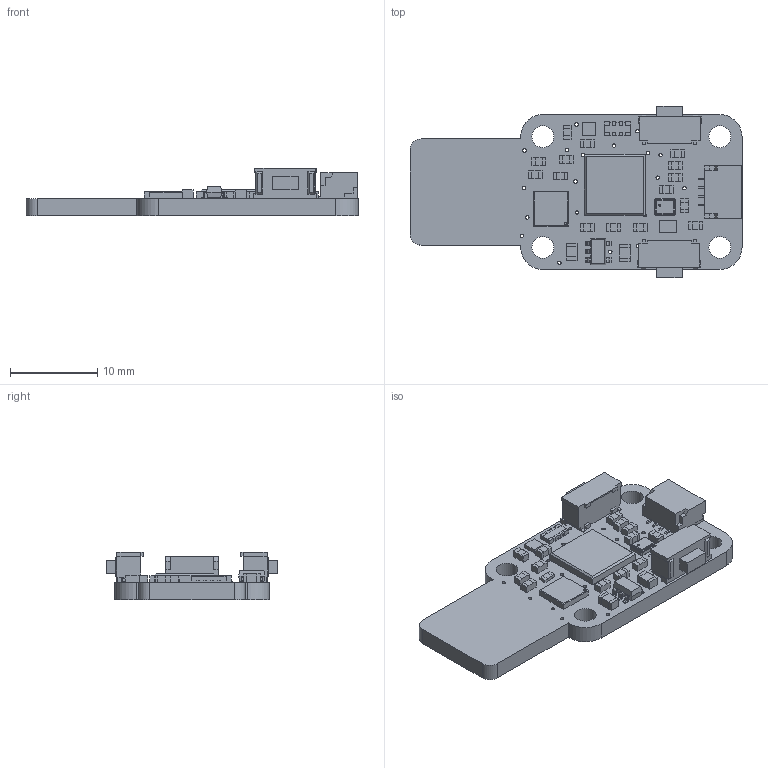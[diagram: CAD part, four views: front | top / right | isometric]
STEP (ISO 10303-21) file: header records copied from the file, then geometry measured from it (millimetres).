
FILE_DESCRIPTION(/* description */ (''),/* implementation_level */ '2;1');
FILE_NAME(/* name */ 'QT2040 Trinkey rev A v5.step',/* time_stamp */ '2021-06-23T08:16:56-04:00',/* author */ (''),/* organization */ (''),/* preprocessor_version */ 'ST-DEVELOPER v18.1',/* originating_system */ 'Autodesk Translation Framework v10.9.0.1377',/* authorisation */ '');
FILE_SCHEMA (('AUTOMOTIVE_DESIGN { 1 0 10303 214 3 1 1 }'));
Length unit declared in the file: millimetre
Products named in the file (15): QT2040 Trinkey rev A; PCB Component; Board; 10uF; STEMMA_I2C_QTSKINNY; AP2112K-3.3; WS2812B_SK6805_1515; 8MB; 1uF; RP2040_QFN56; 0.1uF; 12MHZ;   NSR0320; 10K; SPST_TACTILE_RA
Assembly tree (29 placements, depth 3):
  QT2040 Trinkey rev A
    PCB Component
      Board
      10uF  x2
      STEMMA_I2C_QTSKINNY
      AP2112K-3.3
      WS2812B_SK6805_1515
      8MB
      1uF  x14
      RP2040_QFN56
      0.1uF
      12MHZ
        NSR0320
      10K
      SPST_TACTILE_RA  x2
Bounding box: 38.1 x 19.65 x 5.5 mm (x, y, z)
Volume: 1432.6 mm3; surface area: 2307.8 mm2
Topology: 32 solids, 32 shells, 897 faces, 2328 edges, 1514 vertices
Faces by surface type: plane 775, cylinder 104, torus 10, cone 4, bspline 4
Full cylindrical faces by diameter (mm): 0.2 x1, 0.3 x1, 0.394 x28, 0.8 x4, 1 x4, 2.5 x4
Entity records: 20233 total; most frequent: CARTESIAN_POINT 3426, ORIENTED_EDGE 3284, DIRECTION 3206, EDGE_CURVE 1642, LINE 1410, VECTOR 1410, VERTEX_POINT 1058, AXIS2_PLACEMENT_3D 898
